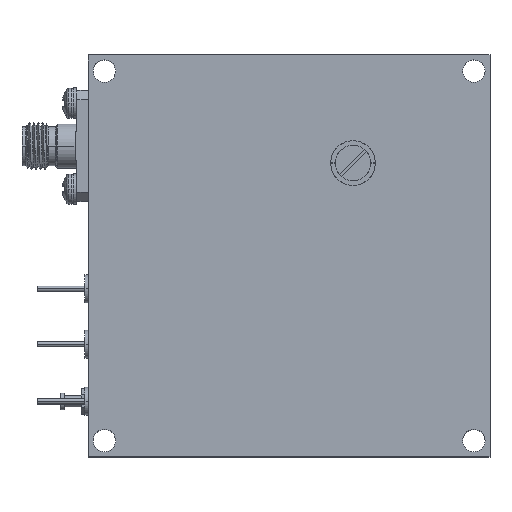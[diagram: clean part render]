
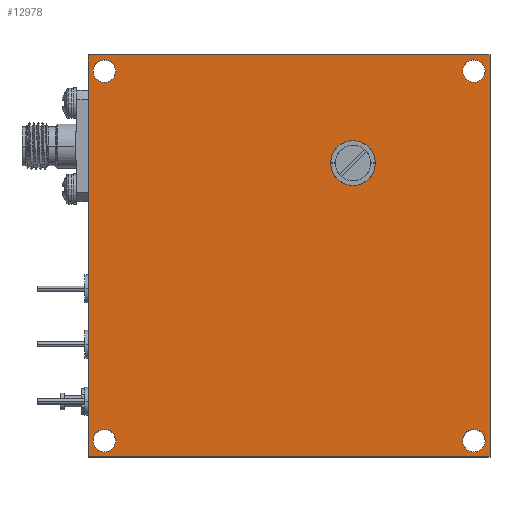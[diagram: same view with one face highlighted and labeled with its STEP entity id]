
A CAD part, top view. The second image highlights one B-rep face of the part: STEP entity #12978.
In plain terms, the highlighted planar face has unit normal (0, 0, 1).
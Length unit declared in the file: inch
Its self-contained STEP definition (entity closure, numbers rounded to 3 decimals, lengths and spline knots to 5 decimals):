
#17 = DIRECTION ( 'NONE',  ( 1., 0., 0. ) ) ;
#250 = VECTOR ( 'NONE', #14463, 39.37008 ) ;
#270 = LINE ( 'NONE', #3524, #21726 ) ;
#719 = ORIENTED_EDGE ( 'NONE', *, *, #7610, .T. ) ;
#981 = DIRECTION ( 'NONE',  ( -1., 0., 0. ) ) ;
#1247 = CARTESIAN_POINT ( 'NONE',  ( -1.035, -1.035, 0.665 ) ) ;
#1374 = AXIS2_PLACEMENT_3D ( 'NONE', #13588, #23921, #5323 ) ;
#1398 = CARTESIAN_POINT ( 'NONE',  ( -1.0975, -1.035, 0.665 ) ) ;
#1655 = DIRECTION ( 'NONE',  ( 1., 0., 0. ) ) ;
#1703 = FACE_OUTER_BOUND ( 'NONE', #3761, .T. ) ;
#1749 = CARTESIAN_POINT ( 'NONE',  ( 1.035, 1.035, 0.665 ) ) ;
#2051 = ORIENTED_EDGE ( 'NONE', *, *, #7490, .T. ) ;
#2448 = ORIENTED_EDGE ( 'NONE', *, *, #3452, .T. ) ;
#2852 = CARTESIAN_POINT ( 'NONE',  ( -0.9725, -1.035, 0.665 ) ) ;
#2870 = CIRCLE ( 'NONE', #15983, 0.0625 ) ;
#3108 = CARTESIAN_POINT ( 'NONE',  ( 1.035, -1.035, 0.665 ) ) ;
#3423 = DIRECTION ( 'NONE',  ( 0., 0., -1. ) ) ;
#3452 = EDGE_CURVE ( 'NONE', #11477, #3647, #11303, .T. ) ;
#3524 = CARTESIAN_POINT ( 'NONE',  ( -1.125, -1.125, 0.665 ) ) ;
#3647 = VERTEX_POINT ( 'NONE', #6029 ) ;
#3761 = EDGE_LOOP ( 'NONE', ( #9212, #719, #4814, #16721 ) ) ;
#3833 = DIRECTION ( 'NONE',  ( 0., 0., -1. ) ) ;
#4108 = DIRECTION ( 'NONE',  ( 0., 0., -1. ) ) ;
#4814 = ORIENTED_EDGE ( 'NONE', *, *, #8917, .T. ) ;
#5135 = DIRECTION ( 'NONE',  ( 0., 0., -1. ) ) ;
#5323 = DIRECTION ( 'NONE',  ( 1., 0., 0. ) ) ;
#5714 = LINE ( 'NONE', #11794, #250 ) ;
#6029 = CARTESIAN_POINT ( 'NONE',  ( -0.9725, 1.035, 0.665 ) ) ;
#6066 = EDGE_CURVE ( 'NONE', #8545, #15658, #13531, .T. ) ;
#6139 = CIRCLE ( 'NONE', #14890, 0.0625 ) ;
#6337 = CARTESIAN_POINT ( 'NONE',  ( -1.035, -1.035, 0.665 ) ) ;
#6374 = VECTOR ( 'NONE', #12057, 39.37008 ) ;
#6531 = FACE_BOUND ( 'NONE', #9789, .T. ) ;
#7128 = PLANE ( 'NONE',  #12842 ) ;
#7490 = EDGE_CURVE ( 'NONE', #23811, #10957, #13919, .T. ) ;
#7609 = EDGE_LOOP ( 'NONE', ( #17210, #2051 ) ) ;
#7610 = EDGE_CURVE ( 'NONE', #24747, #15626, #270, .T. ) ;
#7659 = CARTESIAN_POINT ( 'NONE',  ( -1.125, 1.125, 0.665 ) ) ;
#8204 = EDGE_CURVE ( 'NONE', #10957, #23811, #14553, .T. ) ;
#8208 = CARTESIAN_POINT ( 'NONE',  ( -1.125, -1.125, 0.665 ) ) ;
#8545 = VERTEX_POINT ( 'NONE', #21498 ) ;
#8826 = EDGE_CURVE ( 'NONE', #9127, #24747, #5714, .T. ) ;
#8917 = EDGE_CURVE ( 'NONE', #15626, #25542, #11230, .T. ) ;
#9127 = VERTEX_POINT ( 'NONE', #15198 ) ;
#9151 = CARTESIAN_POINT ( 'NONE',  ( 0.9725, -1.035, 0.665 ) ) ;
#9155 = FACE_BOUND ( 'NONE', #20381, .T. ) ;
#9212 = ORIENTED_EDGE ( 'NONE', *, *, #8826, .T. ) ;
#9263 = ORIENTED_EDGE ( 'NONE', *, *, #9593, .T. ) ;
#9354 = DIRECTION ( 'NONE',  ( 1., 0., 0. ) ) ;
#9357 = DIRECTION ( 'NONE',  ( 1., 0., 0. ) ) ;
#9593 = EDGE_CURVE ( 'NONE', #15658, #8545, #14529, .T. ) ;
#9789 = EDGE_LOOP ( 'NONE', ( #9263, #26499 ) ) ;
#9916 = ORIENTED_EDGE ( 'NONE', *, *, #15561, .T. ) ;
#10120 = DIRECTION ( 'NONE',  ( 0., 1., 0. ) ) ;
#10251 = CARTESIAN_POINT ( 'NONE',  ( -1.125, -1.125, 0.665 ) ) ;
#10532 = AXIS2_PLACEMENT_3D ( 'NONE', #1749, #3833, #1655 ) ;
#10759 = EDGE_CURVE ( 'NONE', #25542, #9127, #18697, .T. ) ;
#10957 = VERTEX_POINT ( 'NONE', #2852 ) ;
#11154 = AXIS2_PLACEMENT_3D ( 'NONE', #1247, #15792, #15883 ) ;
#11230 = LINE ( 'NONE', #10251, #6374 ) ;
#11303 = CIRCLE ( 'NONE', #1374, 0.0625 ) ;
#11477 = VERTEX_POINT ( 'NONE', #19467 ) ;
#11794 = CARTESIAN_POINT ( 'NONE',  ( -1.125, 1.125, 0.665 ) ) ;
#12057 = DIRECTION ( 'NONE',  ( 1., 0., 0. ) ) ;
#12337 = VERTEX_POINT ( 'NONE', #25934 ) ;
#12842 = AXIS2_PLACEMENT_3D ( 'NONE', #13409, #17881, #981 ) ;
#12978 = ADVANCED_FACE ( 'NONE', ( #1703, #16980, #9155, #6531, #25377 ), #7128, .F. ) ;
#13287 = ORIENTED_EDGE ( 'NONE', *, *, #25572, .T. ) ;
#13409 = CARTESIAN_POINT ( 'NONE',  ( 0., 0., 0.665 ) ) ;
#13531 = CIRCLE ( 'NONE', #24022, 0.0625 ) ;
#13576 = CARTESIAN_POINT ( 'NONE',  ( 1.035, 1.035, 0.665 ) ) ;
#13588 = CARTESIAN_POINT ( 'NONE',  ( -1.035, 1.035, 0.665 ) ) ;
#13919 = CIRCLE ( 'NONE', #11154, 0.0625 ) ;
#14463 = DIRECTION ( 'NONE',  ( -1., 0., 0. ) ) ;
#14529 = CIRCLE ( 'NONE', #10532, 0.0625 ) ;
#14553 = CIRCLE ( 'NONE', #16978, 0.0625 ) ;
#14890 = AXIS2_PLACEMENT_3D ( 'NONE', #20834, #19707, #9357 ) ;
#15198 = CARTESIAN_POINT ( 'NONE',  ( 1.125, 1.125, 0.665 ) ) ;
#15483 = CARTESIAN_POINT ( 'NONE',  ( 1.125, -1.125, 0.665 ) ) ;
#15561 = EDGE_CURVE ( 'NONE', #17717, #12337, #6139, .T. ) ;
#15626 = VERTEX_POINT ( 'NONE', #8208 ) ;
#15658 = VERTEX_POINT ( 'NONE', #18577 ) ;
#15792 = DIRECTION ( 'NONE',  ( 0., 0., -1. ) ) ;
#15875 = DIRECTION ( 'NONE',  ( 1., 0., 0. ) ) ;
#15883 = DIRECTION ( 'NONE',  ( 1., 0., 0. ) ) ;
#15983 = AXIS2_PLACEMENT_3D ( 'NONE', #3108, #19390, #9354 ) ;
#16721 = ORIENTED_EDGE ( 'NONE', *, *, #10759, .T. ) ;
#16978 = AXIS2_PLACEMENT_3D ( 'NONE', #6337, #4108, #17 ) ;
#16980 = FACE_BOUND ( 'NONE', #7609, .T. ) ;
#17210 = ORIENTED_EDGE ( 'NONE', *, *, #8204, .T. ) ;
#17717 = VERTEX_POINT ( 'NONE', #9151 ) ;
#17881 = DIRECTION ( 'NONE',  ( 0., 0., -1. ) ) ;
#18172 = EDGE_CURVE ( 'NONE', #3647, #11477, #19746, .T. ) ;
#18372 = ORIENTED_EDGE ( 'NONE', *, *, #18172, .T. ) ;
#18497 = CARTESIAN_POINT ( 'NONE',  ( 1.125, -1.125, 0.665 ) ) ;
#18577 = CARTESIAN_POINT ( 'NONE',  ( 1.0975, 1.035, 0.665 ) ) ;
#18697 = LINE ( 'NONE', #18497, #22597 ) ;
#19098 = EDGE_LOOP ( 'NONE', ( #18372, #2448 ) ) ;
#19390 = DIRECTION ( 'NONE',  ( 0., 0., -1. ) ) ;
#19467 = CARTESIAN_POINT ( 'NONE',  ( -1.0975, 1.035, 0.665 ) ) ;
#19592 = DIRECTION ( 'NONE',  ( 1., 0., 0. ) ) ;
#19707 = DIRECTION ( 'NONE',  ( 0., 0., -1. ) ) ;
#19746 = CIRCLE ( 'NONE', #24986, 0.0625 ) ;
#20136 = DIRECTION ( 'NONE',  ( 0., -1., 0. ) ) ;
#20381 = EDGE_LOOP ( 'NONE', ( #13287, #9916 ) ) ;
#20834 = CARTESIAN_POINT ( 'NONE',  ( 1.035, -1.035, 0.665 ) ) ;
#21498 = CARTESIAN_POINT ( 'NONE',  ( 0.9725, 1.035, 0.665 ) ) ;
#21726 = VECTOR ( 'NONE', #20136, 39.37008 ) ;
#22597 = VECTOR ( 'NONE', #10120, 39.37008 ) ;
#23562 = CARTESIAN_POINT ( 'NONE',  ( -1.035, 1.035, 0.665 ) ) ;
#23811 = VERTEX_POINT ( 'NONE', #1398 ) ;
#23921 = DIRECTION ( 'NONE',  ( 0., 0., -1. ) ) ;
#24022 = AXIS2_PLACEMENT_3D ( 'NONE', #13576, #3423, #15875 ) ;
#24747 = VERTEX_POINT ( 'NONE', #7659 ) ;
#24986 = AXIS2_PLACEMENT_3D ( 'NONE', #23562, #5135, #19592 ) ;
#25377 = FACE_BOUND ( 'NONE', #19098, .T. ) ;
#25542 = VERTEX_POINT ( 'NONE', #15483 ) ;
#25572 = EDGE_CURVE ( 'NONE', #12337, #17717, #2870, .T. ) ;
#25934 = CARTESIAN_POINT ( 'NONE',  ( 1.0975, -1.035, 0.665 ) ) ;
#26499 = ORIENTED_EDGE ( 'NONE', *, *, #6066, .T. ) ;
